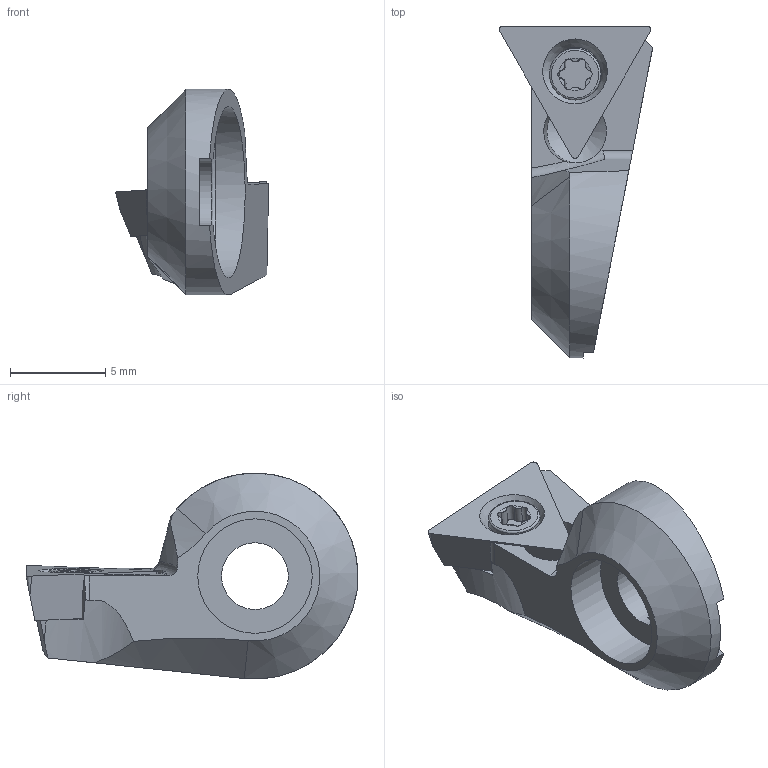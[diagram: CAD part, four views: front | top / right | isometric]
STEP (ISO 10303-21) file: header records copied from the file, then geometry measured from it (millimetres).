
FILE_DESCRIPTION(/* description */ ('STEP AP203'),/* implementation_level */ '2;1');
FILE_NAME(/* name */ 'FBH20-1.stp',/* time_stamp */ '2022-08-05T15:57:41+09:00',/* author */ ('KKK'),/* organization */ (''),/* preprocessor_version */ 'ST-DEVELOPER v18.1',/* originating_system */ 'Autodesk Inventor 2022',/* authorisation */ '');
FILE_SCHEMA (('AUTOMOTIVE_DESIGN { 1 0 10303 214 3 1 1 }'));
Length unit declared in the file: millimetre
Products named in the file (4): F19-WTo.001.004; F19-WTo.001.004_B_fertigbearbeitet; WTJ-ER1.001.004_A; TPGT080202
Assembly tree (3 placements, depth 2):
  F19-WTo.001.004
    F19-WTo.001.004_B_fertigbearbeitet
    WTJ-ER1.001.004_A
    TPGT080202
Bounding box: 8.03 x 17.4 x 10.79 mm (x, y, z)
Volume: 367.5 mm3; surface area: 660.4 mm2
Topology: 3 solids, 3 shells, 77 faces, 206 edges, 132 vertices
Faces by surface type: plane 31, cylinder 25, cone 16, torus 4, bspline 1
Full cylindrical faces by diameter (mm): 1.6 x1, 2 x1, 2.55 x1, 2.7 x1, 3.3 x1, 3.5 x1, 6 x1
Entity records: 2729 total; most frequent: CARTESIAN_POINT 663, DIRECTION 418, ORIENTED_EDGE 404, EDGE_CURVE 202, AXIS2_PLACEMENT_3D 163, VERTEX_POINT 132, LINE 92, VECTOR 92
